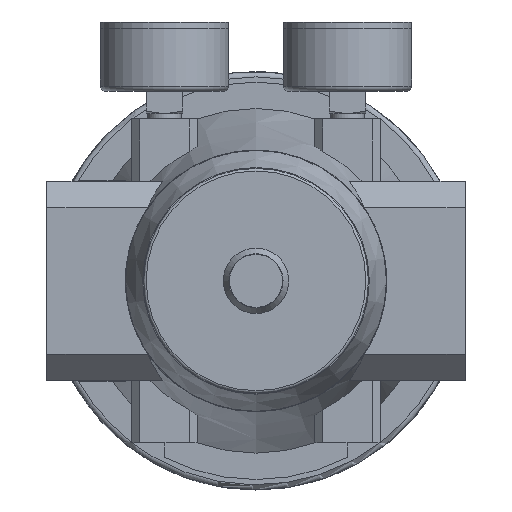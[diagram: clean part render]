
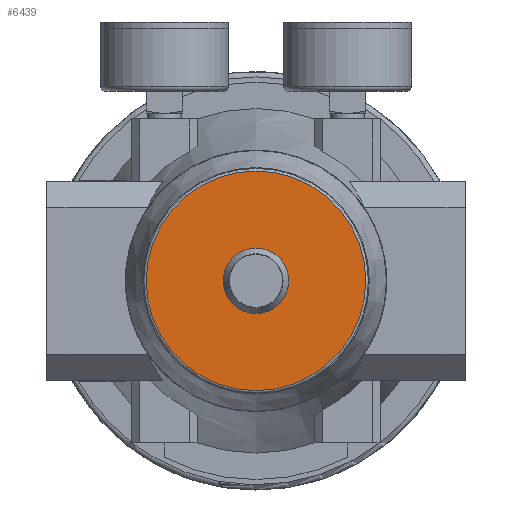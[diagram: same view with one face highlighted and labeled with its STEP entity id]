
A CAD part, front view. The second image highlights one B-rep face of the part: STEP entity #6439.
In plain terms, the highlighted planar face has unit normal (0, -1, 0).
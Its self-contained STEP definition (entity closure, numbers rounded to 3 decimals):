
#242=PLANE('',#7056);
#1579=FACE_BOUND('',#2413,.T.);
#1940=FACE_OUTER_BOUND('',#2412,.T.);
#2412=EDGE_LOOP('',(#5837));
#2413=EDGE_LOOP('',(#5838));
#2499=CIRCLE('',#6505,12.5);
#2500=CIRCLE('',#6507,42.);
#2748=VERTEX_POINT('',#8981);
#2749=VERTEX_POINT('',#8984);
#3365=EDGE_CURVE('',#2748,#2748,#2499,.T.);
#3366=EDGE_CURVE('',#2749,#2749,#2500,.T.);
#5837=ORIENTED_EDGE('',*,*,#3366,.T.);
#5838=ORIENTED_EDGE('',*,*,#3365,.F.);
#6439=ADVANCED_FACE('',(#1940,#1579),#242,.T.);
#6505=AXIS2_PLACEMENT_3D('',#8982,#7159,#7160);
#6507=AXIS2_PLACEMENT_3D('',#8985,#7163,#7164);
#7056=AXIS2_PLACEMENT_3D('',#11567,#8745,#8746);
#7159=DIRECTION('center_axis',(0.,-1.,0.));
#7160=DIRECTION('ref_axis',(-1.,0.,0.));
#7163=DIRECTION('center_axis',(0.,-1.,0.));
#7164=DIRECTION('ref_axis',(-1.,0.,0.));
#8745=DIRECTION('center_axis',(0.,-1.,0.));
#8746=DIRECTION('ref_axis',(-1.,0.,0.));
#8981=CARTESIAN_POINT('',(12.5,-89.,0.));
#8982=CARTESIAN_POINT('Origin',(0.,-89.,0.));
#8984=CARTESIAN_POINT('',(-42.,-89.,0.));
#8985=CARTESIAN_POINT('Origin',(0.,-89.,0.));
#11567=CARTESIAN_POINT('Origin',(-27.25,-89.,0.));
